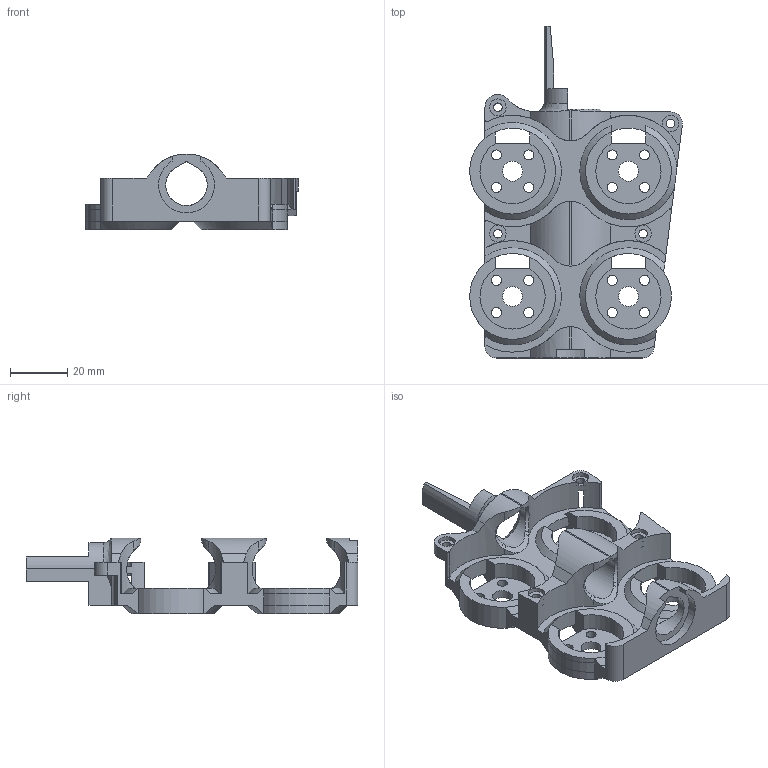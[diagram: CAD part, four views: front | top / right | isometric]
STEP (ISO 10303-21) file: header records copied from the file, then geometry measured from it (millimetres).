
FILE_DESCRIPTION(/* description */ (''),/* implementation_level */ '2;1');
FILE_NAME(/* name */ 'STRS 2207 solo cage.step',/* time_stamp */ '2021-09-03T20:02:03-07:00',/* author */ (''),/* organization */ (''),/* preprocessor_version */ 'ST-DEVELOPER v18.1',/* originating_system */ 'Autodesk Translation Framework v10.10.0.1391',/* authorisation */ '');
FILE_SCHEMA (('AUTOMOTIVE_DESIGN { 1 0 10303 214 3 1 1 }'));
Length unit declared in the file: millimetre
Products named in the file (1): STRS 2207
Bounding box: 74.35 x 116 x 26.5 mm (x, y, z)
Volume: 37975.8 mm3; surface area: 23713.3 mm2
Topology: 1 solids, 1 shells, 232 faces, 680 edges, 440 vertices
Faces by surface type: cylinder 96, plane 75, bspline 45, cone 16
Full cylindrical faces by diameter (mm): 3 x4, 3.5 x16, 5.8 x7, 7 x4
Entity records: 9400 total; most frequent: CARTESIAN_POINT 3456, ORIENTED_EDGE 1360, DIRECTION 1075, EDGE_CURVE 680, VERTEX_POINT 440, AXIS2_PLACEMENT_3D 397, EDGE_LOOP 286, LINE 281
